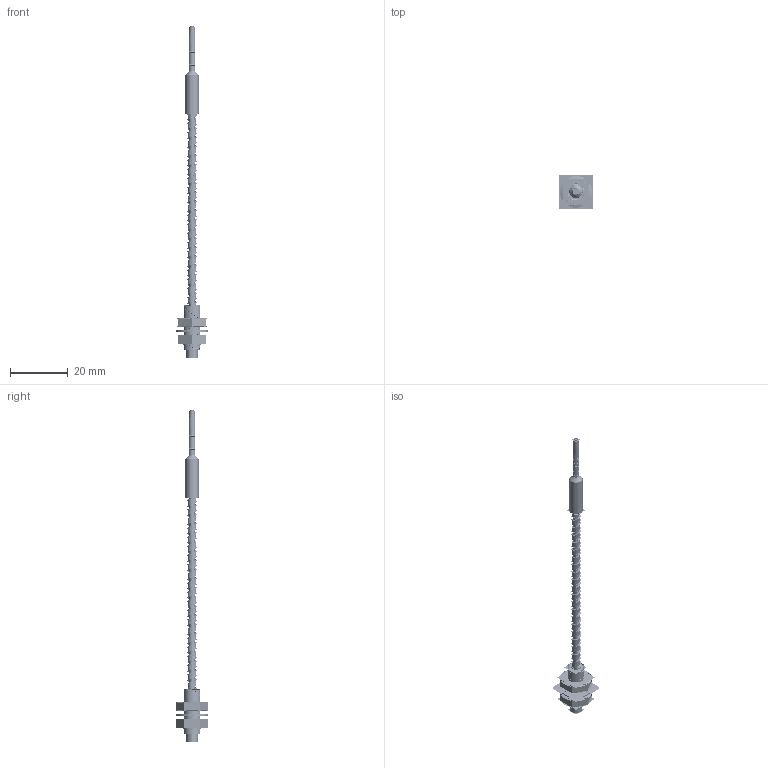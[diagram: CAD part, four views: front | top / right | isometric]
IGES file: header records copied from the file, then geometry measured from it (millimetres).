
Start section:  PTC IGES file: 161863.igs
Global section: file name: 161863.igs; native system: Pro/ENGINEER by Parametric Technology Corporation; preprocessor: 2009141; author: banengservice; organization: Unknown; date: 20111209.094641; units: millimetre
Bounding box: 11.44 x 11.44 x 114.99 mm (x, y, z)
Volume: 943.4 mm3; surface area: 26431 mm2
Topology: 6 solids, 8 shells, 1226 faces, 6070 edges, 7767 vertices
Faces by surface type: revolution 976, bspline 250
